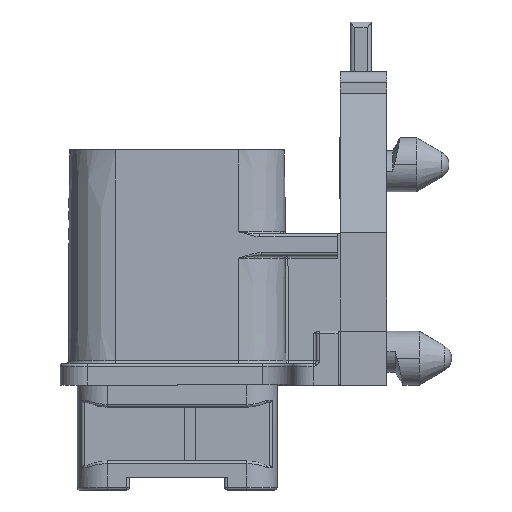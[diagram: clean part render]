
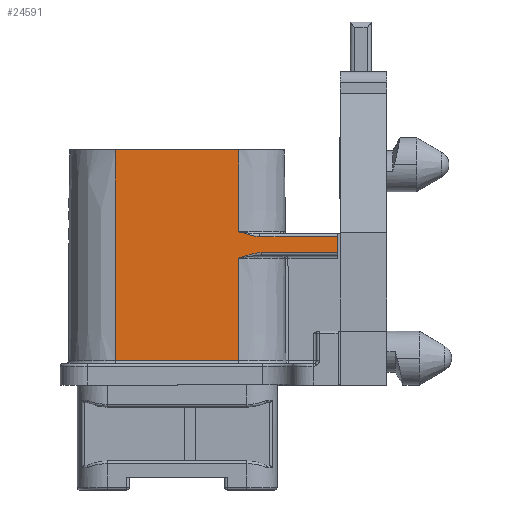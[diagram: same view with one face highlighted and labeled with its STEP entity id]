
A CAD part, front view. The second image highlights one B-rep face of the part: STEP entity #24591.
In plain terms, the highlighted planar face has unit normal (0, -1, 0.004).
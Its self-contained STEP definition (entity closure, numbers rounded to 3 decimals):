
#72=DIRECTION('',(1.,0.,0.));
#73=VECTOR('',#72,11.4);
#74=CARTESIAN_POINT('',(-5.7,-8.914,17.67));
#75=LINE('',#74,#73);
#1839=DIRECTION('',(0.,-0.004,-1.));
#1840=VECTOR('',#1839,19.521);
#1841=CARTESIAN_POINT('',(-5.7,-8.914,17.67));
#1842=LINE('',#1841,#1840);
#1853=DIRECTION('',(1.,0.,0.));
#1854=VECTOR('',#1853,7.193);
#1855=CARTESIAN_POINT('',(7.657,-8.949,9.651));
#1856=LINE('',#1855,#1854);
#1857=DIRECTION('',(0.,0.004,1.));
#1858=VECTOR('',#1857,1.501);
#1859=CARTESIAN_POINT('',(14.85,-8.955,8.15));
#1860=LINE('',#1859,#1858);
#1861=DIRECTION('',(1.,0.,0.));
#1862=VECTOR('',#1861,7.07);
#1863=CARTESIAN_POINT('',(7.78,-8.955,8.151));
#1864=LINE('',#1863,#1862);
#1865=CARTESIAN_POINT('',(7.78,-8.955,8.151));
#1866=CARTESIAN_POINT('',(7.729,-8.955,8.151));
#1867=CARTESIAN_POINT('',(7.621,-8.955,8.148));
#1868=CARTESIAN_POINT('',(7.438,-8.955,8.131));
#1869=CARTESIAN_POINT('',(7.232,-8.955,8.101));
#1870=CARTESIAN_POINT('',(6.999,-8.956,8.054));
#1871=CARTESIAN_POINT('',(6.738,-8.956,7.989));
#1872=CARTESIAN_POINT('',(6.545,-8.956,7.932));
#1873=CARTESIAN_POINT('',(6.443,-8.956,7.9));
#1875=DIRECTION('',(1.,0.,0.));
#1876=VECTOR('',#1875,11.4);
#1877=CARTESIAN_POINT('',(-5.7,-8.999,
-1.851));
#1878=LINE('',#1877,#1876);
#1879=DIRECTION('',(0.,-0.004,-1.));
#1880=VECTOR('',#1879,7.571);
#1881=CARTESIAN_POINT('',(5.7,-8.914,17.67));
#1882=LINE('',#1881,#1880);
#1883=CARTESIAN_POINT('',(5.7,-8.947,10.099));
#1884=CARTESIAN_POINT('',(5.817,-8.947,10.06));
#1885=CARTESIAN_POINT('',(6.041,-8.947,9.986));
#1886=CARTESIAN_POINT('',(6.351,-8.948,9.888));
#1887=CARTESIAN_POINT('',(6.634,-8.948,9.807));
#1888=CARTESIAN_POINT('',(6.888,-8.948,9.745));
#1889=CARTESIAN_POINT('',(7.116,-8.949,9.7));
#1890=CARTESIAN_POINT('',(7.32,-8.949,9.67));
#1891=CARTESIAN_POINT('',(7.5,-8.949,9.654));
#1892=CARTESIAN_POINT('',(7.607,-8.949,9.651));
#1893=CARTESIAN_POINT('',(7.657,-8.949,9.651));
#2024=DIRECTION('',(0.,0.004,1.));
#2025=VECTOR('',#2024,9.5);
#2026=CARTESIAN_POINT('',(5.7,-8.999,
-1.851));
#2027=LINE('',#2026,#2025);
#2033=CARTESIAN_POINT('',(5.7,-8.957,7.649));
#2040=CARTESIAN_POINT('',(6.443,-8.956,7.9));
#2041=CARTESIAN_POINT('',(6.412,-8.956,7.89));
#2042=CARTESIAN_POINT('',(6.35,-8.956,7.871));
#2043=CARTESIAN_POINT('',(6.257,-8.957,7.841));
#2044=CARTESIAN_POINT('',(6.164,-8.957,7.81));
#2045=CARTESIAN_POINT('',(6.072,-8.957,7.778));
#2046=CARTESIAN_POINT('',(5.98,-8.957,7.747));
#2047=CARTESIAN_POINT('',(5.888,-8.957,7.715));
#2048=CARTESIAN_POINT('',(5.795,-8.957,7.682));
#2049=CARTESIAN_POINT('',(5.732,-8.957,7.66));
#2050=CARTESIAN_POINT('',(5.7,-8.957,7.649));
#2071=CARTESIAN_POINT('',(14.85,-8.955,8.149));
#12427=CARTESIAN_POINT('',(5.7,-8.947,10.099));
#21704=CARTESIAN_POINT('',(7.78,-8.955,
8.151));
#21706=VERTEX_POINT('',#21704);
#21707=VERTEX_POINT('',#2033);
#21885=CARTESIAN_POINT('',(-5.7,-8.914,17.67));
#21886=CARTESIAN_POINT('',(5.7,-8.914,17.67));
#21887=VERTEX_POINT('',#21885);
#21888=VERTEX_POINT('',#21886);
#21998=CARTESIAN_POINT('',(5.7,-8.999,-1.851));
#22000=VERTEX_POINT('',#21998);
#22004=CARTESIAN_POINT('',(-5.7,-8.999,
-1.851));
#22005=VERTEX_POINT('',#22004);
#22047=VERTEX_POINT('',#1873);
#22048=VERTEX_POINT('',#12427);
#22050=VERTEX_POINT('',#1893);
#22149=VERTEX_POINT('',#2071);
#22150=CARTESIAN_POINT('',(14.85,-8.949,9.651));
#22151=VERTEX_POINT('',#22150);
#24565=CARTESIAN_POINT('',(-5.7,-9.,-2.1));
#24566=DIRECTION('',(0.,-1.,0.004));
#24567=DIRECTION('',(1.,0.,0.));
#24568=AXIS2_PLACEMENT_3D('',#24565,#24566,#24567);
#24569=PLANE('',#24568);
#24571=ORIENTED_EDGE('',*,*,#24570,.T.);
#24573=ORIENTED_EDGE('',*,*,#24572,.F.);
#24575=ORIENTED_EDGE('',*,*,#24574,.F.);
#24577=ORIENTED_EDGE('',*,*,#24576,.T.);
#24579=ORIENTED_EDGE('',*,*,#24578,.T.);
#24581=ORIENTED_EDGE('',*,*,#24580,.F.);
#24582=ORIENTED_EDGE('',*,*,#24558,.F.);
#24583=ORIENTED_EDGE('',*,*,#24533,.F.);
#24584=ORIENTED_EDGE('',*,*,#22765,.T.);
#24586=ORIENTED_EDGE('',*,*,#24585,.T.);
#24588=ORIENTED_EDGE('',*,*,#24587,.T.);
#24589=EDGE_LOOP('',(#24571,#24573,#24575,#24577,#24579,#24581,#24582,#24583,
#24584,#24586,#24588));
#24590=FACE_OUTER_BOUND('',#24589,.F.);
#24591=ADVANCED_FACE('',(#24590),#24569,.T.);
#1874=B_SPLINE_CURVE_WITH_KNOTS('',3,(#1865,#1866,#1867,#1868,#1869,#1870,#1871,
#1872,#1873),.UNSPECIFIED.,.F.,.F.,(4,1,1,1,1,1,4),(0.,0.167,
0.333,0.5,0.667,0.833,1.),
.UNSPECIFIED.);
#1894=B_SPLINE_CURVE_WITH_KNOTS('',3,(#1883,#1884,#1885,#1886,#1887,#1888,#1889,
#1890,#1891,#1892,#1893),.UNSPECIFIED.,.F.,.F.,(4,1,1,1,1,1,1,1,4),(0.,
0.125,0.25,0.375,0.5,0.625,0.75,0.875,1.),.UNSPECIFIED.);
#2051=B_SPLINE_CURVE_WITH_KNOTS('',3,(#2040,#2041,#2042,#2043,#2044,#2045,#2046,
#2047,#2048,#2049,#2050),.UNSPECIFIED.,.F.,.F.,(4,1,1,1,1,1,1,1,4),(0.,
0.125,0.25,0.375,0.5,0.625,0.75,0.875,1.),.UNSPECIFIED.);
#22765=EDGE_CURVE('',#21887,#21888,#75,.T.);
#24533=EDGE_CURVE('',#21887,#22005,#1842,.T.);
#24558=EDGE_CURVE('',#22005,#22000,#1878,.T.);
#24570=EDGE_CURVE('',#22050,#22151,#1856,.T.);
#24572=EDGE_CURVE('',#22149,#22151,#1860,.T.);
#24574=EDGE_CURVE('',#21706,#22149,#1864,.T.);
#24576=EDGE_CURVE('',#21706,#22047,#1874,.T.);
#24578=EDGE_CURVE('',#22047,#21707,#2051,.T.);
#24580=EDGE_CURVE('',#22000,#21707,#2027,.T.);
#24585=EDGE_CURVE('',#21888,#22048,#1882,.T.);
#24587=EDGE_CURVE('',#22048,#22050,#1894,.T.);
